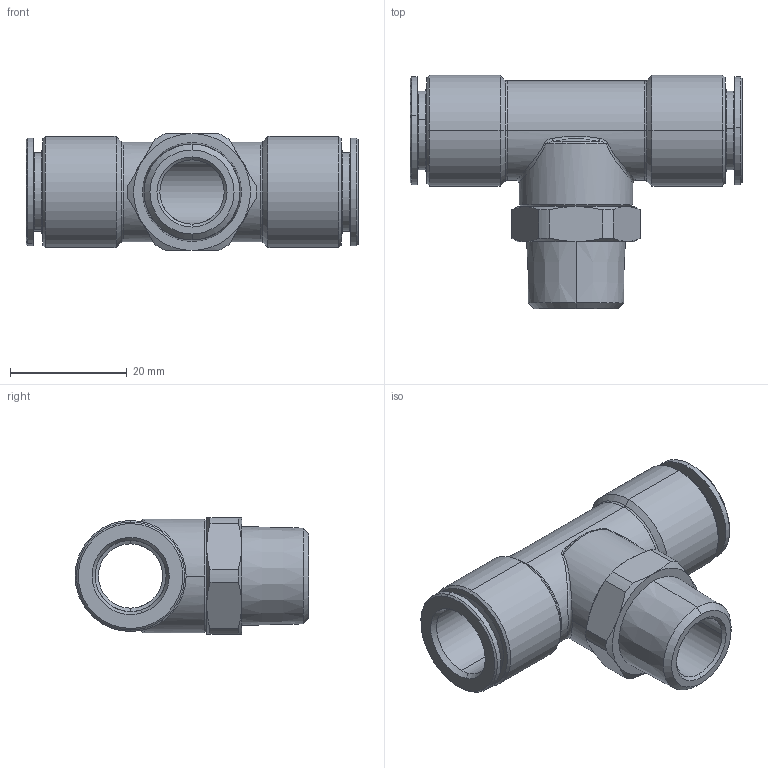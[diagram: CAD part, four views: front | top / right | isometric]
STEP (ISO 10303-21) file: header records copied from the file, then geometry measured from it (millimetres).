
FILE_DESCRIPTION(( 'MA.20.12.38.STEP' ), '1');
FILE_NAME( 'MA.20.12.38.STEP', '2018-10-01T12:16:33',( 'Sopra'),('sopra-pneumatic.com'), 'SwSTEP 2.0','SolidWorks 2009','' );
FILE_SCHEMA (( 'CONFIG_CONTROL_DESIGN' ));
Length unit declared in the file: millimetre
Products named in the file (1): A0100063
Bounding box: 56.8 x 40 x 20 mm (x, y, z)
Volume: 11882 mm3; surface area: 8268.8 mm2
Topology: 1 solids, 1 shells, 110 faces, 246 edges, 144 vertices
Faces by surface type: cone 50, cylinder 31, plane 15, bspline 8, torus 6
Entity records: 3771 total; most frequent: CARTESIAN_POINT 1279, DIRECTION 532, ORIENTED_EDGE 492, EDGE_CURVE 246, AXIS2_PLACEMENT_3D 229, VERTEX_POINT 144, CIRCLE 126, EDGE_LOOP 120
